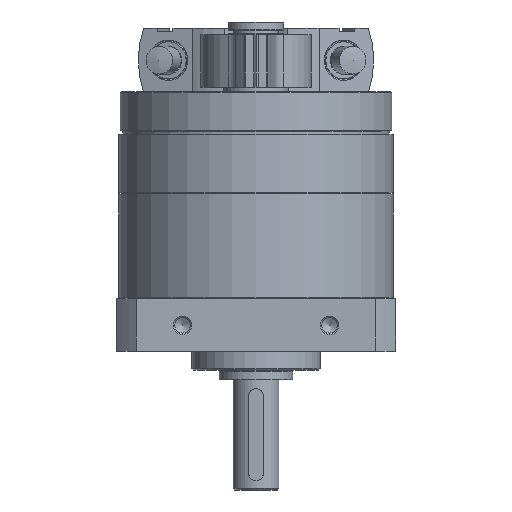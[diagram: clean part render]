
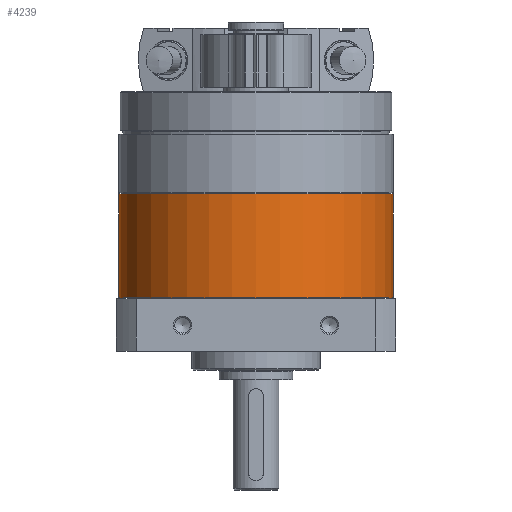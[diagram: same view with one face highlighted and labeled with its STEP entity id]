
A CAD part, front view. The second image highlights one B-rep face of the part: STEP entity #4239.
In plain terms, the highlighted cylindrical face has radius 74.5 mm (diameter 149 mm), a full revolution.
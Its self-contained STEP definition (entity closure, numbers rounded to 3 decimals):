
#688=CYLINDRICAL_SURFACE('',#4676,74.5);
#879=ORIENTED_EDGE('',*,*,#1940,.F.);
#880=ORIENTED_EDGE('',*,*,#1938,.T.);
#1938=EDGE_CURVE('',#2479,#2479,#2886,.T.);
#1940=EDGE_CURVE('',#2481,#2481,#2888,.T.);
#2479=VERTEX_POINT('',#6802);
#2481=VERTEX_POINT('',#6807);
#2886=CIRCLE('',#4674,74.5);
#2888=CIRCLE('',#4677,74.5);
#3179=EDGE_LOOP('',(#879));
#3180=EDGE_LOOP('',(#880));
#3656=FACE_BOUND('',#3179,.T.);
#3657=FACE_BOUND('',#3180,.T.);
#4239=ADVANCED_FACE('',(#3656,#3657),#688,.T.);
#4674=AXIS2_PLACEMENT_3D('',#6801,#5348,#5349);
#4676=AXIS2_PLACEMENT_3D('',#6805,#5352,#5353);
#4677=AXIS2_PLACEMENT_3D('',#6806,#5354,#5355);
#5348=DIRECTION('',(1.,0.,0.));
#5349=DIRECTION('',(0.,0.,-1.));
#5352=DIRECTION('',(1.,0.,0.));
#5353=DIRECTION('',(0.,0.,-1.));
#5354=DIRECTION('',(1.,0.,0.));
#5355=DIRECTION('',(0.,0.,-1.));
#6801=CARTESIAN_POINT('',(-85.5,0.,0.));
#6802=CARTESIAN_POINT('',(-85.5,0.,-74.5));
#6805=CARTESIAN_POINT('',(-28.5,0.,0.));
#6806=CARTESIAN_POINT('',(-29.,0.,0.));
#6807=CARTESIAN_POINT('',(-29.,0.,-74.5));
